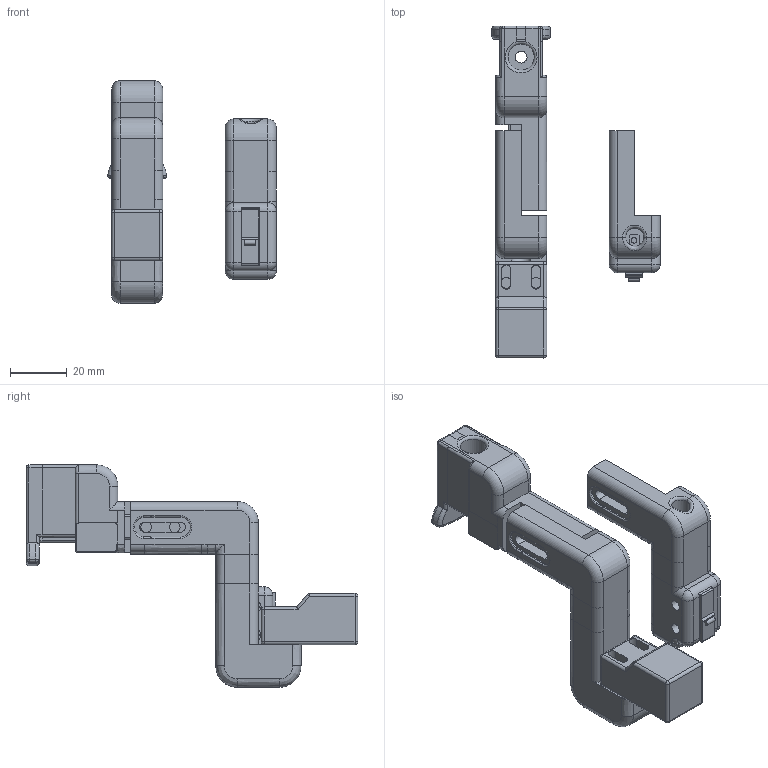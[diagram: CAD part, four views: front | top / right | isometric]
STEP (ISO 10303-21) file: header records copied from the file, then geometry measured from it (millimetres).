
FILE_DESCRIPTION(/* description */ (''),/* implementation_level */ '2;1');
FILE_NAME(/* name */ 'bed_probe_arm.step',/* time_stamp */ '2019-01-13T14:13:59+01:00',/* author */ (''),/* organization */ (''),/* preprocessor_version */ 'ST-DEVELOPER v17.2',/* originating_system */ 'Autodesk Translation Framework v7.6.0.251',/* authorisation */ '');
FILE_SCHEMA (('AUTOMOTIVE_DESIGN { 1 0 10303 214 3 1 1 }'));
Length unit declared in the file: millimetre
Products named in the file (7): bed_probe_arm; SN04HolderUniversalV2; SN04HolderLowerV2; SN04HolderLowerMS; SN04HolderUpperV3; Microswitch; SN04SensorMock
Assembly tree (6 placements, depth 3):
  bed_probe_arm
    SN04HolderUniversalV2
      SN04HolderLowerV2
      SN04HolderLowerMS
      SN04HolderUpperV3
    Microswitch
    SN04SensorMock
Bounding box: 59.35 x 116.8 x 78.32 mm (x, y, z)
Volume: 70269.1 mm3; surface area: 26398.9 mm2
Topology: 5 solids, 5 shells, 1294 faces, 3455 edges, 2246 vertices
Faces by surface type: plane 674, bspline 421, cylinder 143, torus 36, sphere 20
Full cylindrical faces by diameter (mm): 2 x5, 2.5 x2, 3.8 x7, 4.2 x2, 6.02 x2, 6.4 x1, 7 x1, 9.2 x1
Entity records: 44658 total; most frequent: CARTESIAN_POINT 14939, ORIENTED_EDGE 6898, DIRECTION 4638, EDGE_CURVE 3449, VERTEX_POINT 2246, LINE 2238, VECTOR 2238, EDGE_LOOP 1407
